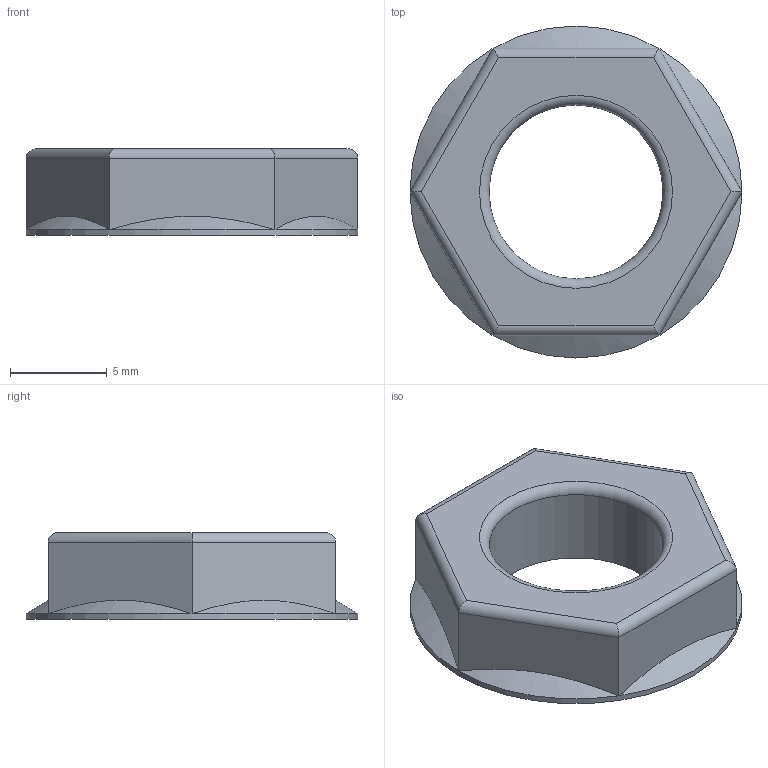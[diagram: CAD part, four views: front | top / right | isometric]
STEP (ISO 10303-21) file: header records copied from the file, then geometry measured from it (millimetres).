
FILE_DESCRIPTION((' '),'2;1');
FILE_NAME( 'ACJS-Nut.stp', '2022-09-01T08:09:49', (' '), ('--- Datakit www.datakit.com---'), ' Datakit CrossCadWare V2022.3 Jun 15 2022', 'DATAKIT 2022 (c)', ' ');
FILE_SCHEMA(('AP242_MANAGED_MODEL_BASED_3D_ENGINEERING_MIM_LF { 1 0 10303 442 1 1 4 }'));
Length unit declared in the file: millimetre
Products named in the file (1): ACJS-Nut
Bounding box: 17.2 x 17.2 x 4.5 mm (x, y, z)
Volume: 597.2 mm3; surface area: 663.7 mm2
Topology: 1 solids, 1 shells, 23 faces, 43 edges, 22 vertices
Faces by surface type: plane 8, cylinder 8, cone 6, torus 1
Full cylindrical faces by diameter (mm): 9 x1, 17.2 x1
Entity records: 635 total; most frequent: CARTESIAN_POINT 140, DIRECTION 98, ORIENTED_EDGE 80, EDGE_CURVE 40, AXIS2_PLACEMENT_3D 40, EDGE_LOOP 28, FACE_OUTER_BOUND 23, ADVANCED_FACE 23
